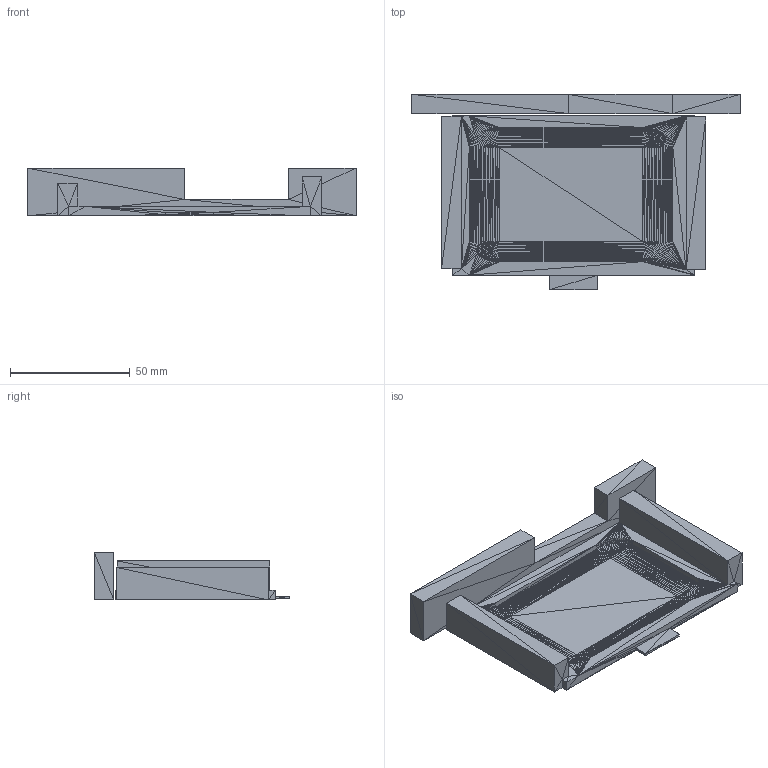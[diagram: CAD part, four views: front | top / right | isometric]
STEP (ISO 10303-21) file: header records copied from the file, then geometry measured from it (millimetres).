
FILE_DESCRIPTION((''),'2;1');
FILE_NAME('Exquisite Bruticus-Tumelo(1)', '2025-10-22T03:19:43', (''), (''), 'ImageToStl.com STEP Converter','', '');
FILE_SCHEMA(('AUTOMOTIVE_DESIGN_CC2'));
Length unit declared in the file: metre
Products named in the file (1): product0
Bounding box: 137.1 x 81.64 x 20 mm (x, y, z)
Surface area: 27191.9 mm2 (no closed solid volume)
Topology: 0 solids, 3646 shells, 3646 faces, 10938 edges, 1827 vertices
Faces by surface type: plane 3646
Entity records: 83894 total; most frequent: DIRECTION 18232, ORIENTED_EDGE 10938, EDGE_CURVE 10938, LINE 10938, VECTOR 10938, AXIS2_PLACEMENT_3D 3647, FACE_SURFACE 3646, PLANE 3646
